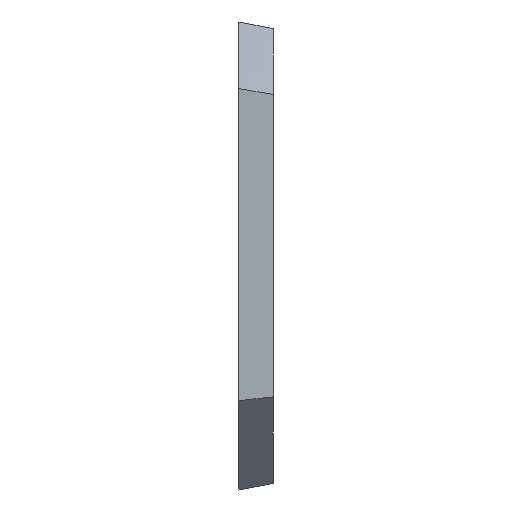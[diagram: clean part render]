
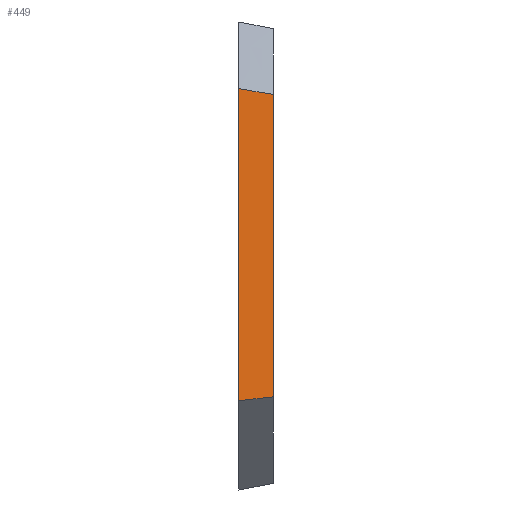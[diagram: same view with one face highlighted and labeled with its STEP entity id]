
A CAD part, left-side view. The second image highlights one B-rep face of the part: STEP entity #449.
In plain terms, the highlighted free-form (B-spline) face has degree [3, 3] with [4, 4] control points.
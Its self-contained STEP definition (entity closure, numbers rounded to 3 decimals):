
#59=FACE_OUTER_BOUND('',#86,.T.);
#86=EDGE_LOOP('',(#377,#378,#379,#380));
#110=B_SPLINE_CURVE_WITH_KNOTS('',3,(#685,#686,#687,#688,#689,#690),
 .UNSPECIFIED.,.F.,.F.,(4,2,4),(-2.648,-1.324,0.),
 .UNSPECIFIED.);
#147=B_SPLINE_CURVE_WITH_KNOTS('',3,(#1088,#1089,#1090,#1091),
 .UNSPECIFIED.,.F.,.F.,(4,4),(0.074,0.082),
 .UNSPECIFIED.);
#148=B_SPLINE_CURVE_WITH_KNOTS('',3,(#1109,#1110,#1111,#1112,#1113,#1114),
 .UNSPECIFIED.,.F.,.F.,(4,2,4),(-2.734,-1.367,0.),
 .UNSPECIFIED.);
#149=B_SPLINE_CURVE_WITH_KNOTS('',3,(#1115,#1116,#1117,#1118),
 .UNSPECIFIED.,.F.,.F.,(4,4),(0.074,0.082),
 .UNSPECIFIED.);
#167=VERTEX_POINT('',#677);
#168=VERTEX_POINT('',#684);
#198=VERTEX_POINT('',#1081);
#199=VERTEX_POINT('',#1108);
#218=EDGE_CURVE('',#168,#167,#110,.T.);
#265=EDGE_CURVE('',#168,#198,#147,.T.);
#266=EDGE_CURVE('',#198,#199,#148,.T.);
#267=EDGE_CURVE('',#167,#199,#149,.T.);
#377=ORIENTED_EDGE('',*,*,#266,.F.);
#378=ORIENTED_EDGE('',*,*,#265,.F.);
#379=ORIENTED_EDGE('',*,*,#218,.T.);
#380=ORIENTED_EDGE('',*,*,#267,.T.);
#426=B_SPLINE_SURFACE_WITH_KNOTS('',3,3,((#1092,#1093,#1094,#1095),(#1096,
#1097,#1098,#1099),(#1100,#1101,#1102,#1103),(#1104,#1105,#1106,#1107)),
 .UNSPECIFIED.,.F.,.F.,.F.,(4,4),(4,4),(0.,1.),(0.074,0.082),
 .UNSPECIFIED.);
#449=ADVANCED_FACE('',(#59),#426,.T.);
#677=CARTESIAN_POINT('',(-34.363,-170.,10.628));
#684=CARTESIAN_POINT('',(-34.363,-170.,-15.854));
#685=CARTESIAN_POINT('Ctrl Pts',(-34.363,-170.,-15.854));
#686=CARTESIAN_POINT('Ctrl Pts',(-34.363,-170.,-11.441));
#687=CARTESIAN_POINT('Ctrl Pts',(-34.363,-170.,-7.027));
#688=CARTESIAN_POINT('Ctrl Pts',(-34.363,-170.,1.801));
#689=CARTESIAN_POINT('Ctrl Pts',(-34.363,-170.,6.215));
#690=CARTESIAN_POINT('Ctrl Pts',(-34.363,-170.,10.628));
#1081=CARTESIAN_POINT('',(-34.751,-167.,-16.202));
#1088=CARTESIAN_POINT('Ctrl Pts',(-34.363,-170.,-15.854));
#1089=CARTESIAN_POINT('Ctrl Pts',(-34.494,-169.,-15.971));
#1090=CARTESIAN_POINT('Ctrl Pts',(-34.623,-168.,-16.087));
#1091=CARTESIAN_POINT('Ctrl Pts',(-34.751,-167.,-16.202));
#1092=CARTESIAN_POINT('Ctrl Pts',(-34.363,-170.,-15.854));
#1093=CARTESIAN_POINT('Ctrl Pts',(-34.494,-169.,-15.971));
#1094=CARTESIAN_POINT('Ctrl Pts',(-34.623,-168.,-16.087));
#1095=CARTESIAN_POINT('Ctrl Pts',(-34.751,-167.,-16.202));
#1096=CARTESIAN_POINT('Ctrl Pts',(-34.363,-170.,-7.027));
#1097=CARTESIAN_POINT('Ctrl Pts',(-34.494,-169.,-7.047));
#1098=CARTESIAN_POINT('Ctrl Pts',(-34.623,-168.,-7.067));
#1099=CARTESIAN_POINT('Ctrl Pts',(-34.751,-167.,-7.087));
#1100=CARTESIAN_POINT('Ctrl Pts',(-34.363,-170.,1.801));
#1101=CARTESIAN_POINT('Ctrl Pts',(-34.494,-169.,1.877));
#1102=CARTESIAN_POINT('Ctrl Pts',(-34.623,-168.,1.953));
#1103=CARTESIAN_POINT('Ctrl Pts',(-34.751,-167.,2.028));
#1104=CARTESIAN_POINT('Ctrl Pts',(-34.363,-170.,10.628));
#1105=CARTESIAN_POINT('Ctrl Pts',(-34.494,-169.,10.801));
#1106=CARTESIAN_POINT('Ctrl Pts',(-34.623,-168.,10.973));
#1107=CARTESIAN_POINT('Ctrl Pts',(-34.751,-167.,11.143));
#1108=CARTESIAN_POINT('',(-34.751,-167.,11.143));
#1109=CARTESIAN_POINT('Ctrl Pts',(-34.751,-167.,-16.202));
#1110=CARTESIAN_POINT('Ctrl Pts',(-34.751,-167.,-11.645));
#1111=CARTESIAN_POINT('Ctrl Pts',(-34.751,-167.,-7.087));
#1112=CARTESIAN_POINT('Ctrl Pts',(-34.751,-167.,2.028));
#1113=CARTESIAN_POINT('Ctrl Pts',(-34.751,-167.,6.585));
#1114=CARTESIAN_POINT('Ctrl Pts',(-34.751,-167.,11.143));
#1115=CARTESIAN_POINT('Ctrl Pts',(-34.363,-170.,10.628));
#1116=CARTESIAN_POINT('Ctrl Pts',(-34.494,-169.,10.801));
#1117=CARTESIAN_POINT('Ctrl Pts',(-34.623,-168.,10.973));
#1118=CARTESIAN_POINT('Ctrl Pts',(-34.751,-167.,11.143));
